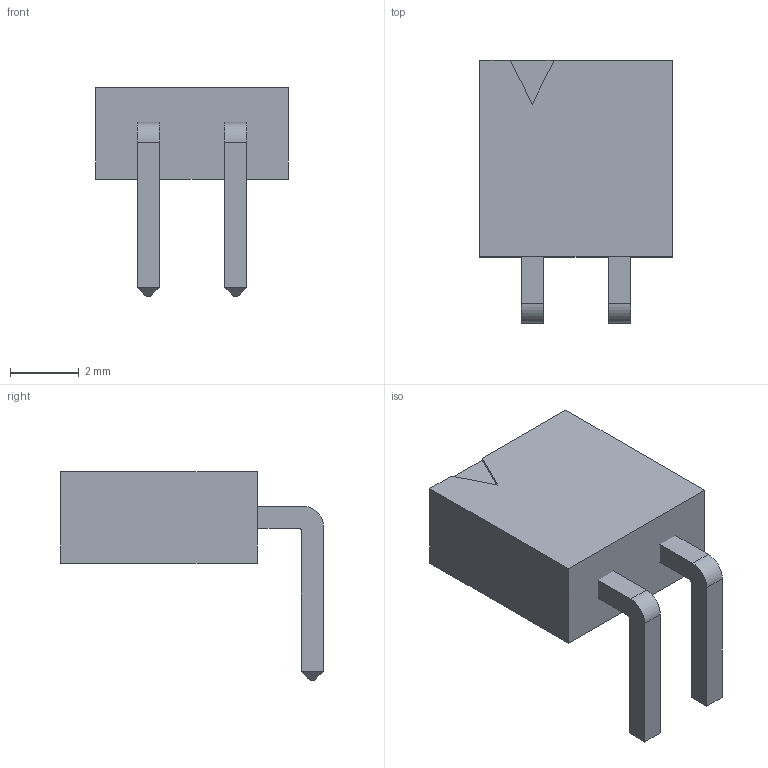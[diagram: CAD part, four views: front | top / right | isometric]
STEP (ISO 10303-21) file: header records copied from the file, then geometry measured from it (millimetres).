
FILE_DESCRIPTION(('FreeCAD Model'),'2;1');
FILE_NAME('871146.1.1.stp','2020-12-08T06:20:48',( 'Author'),(''),'Open CASCADE STEP processor 6.9','FreeCAD','Unknown' );
FILE_SCHEMA(('AUTOMOTIVE_DESIGN { 1 0 10303 214 1 1 1 1 }'));
Length unit declared in the file: millimetre
Products named in the file (3): ASSEMBLY; LeadsArray; Body
Assembly tree (2 placements, depth 2):
  ASSEMBLY
    LeadsArray
    Body
Bounding box: 5.58 x 7.62 x 6.05 mm (x, y, z)
Volume: 86 mm3; surface area: 184.5 mm2
Topology: 3 solids, 3 shells, 55 faces, 125 edges, 78 vertices
Faces by surface type: plane 51, cylinder 4
Entity records: 3209 total; most frequent: CARTESIAN_POINT 535, DIRECTION 495, LINE 359, VECTOR 359, ORIENTED_EDGE 250, PCURVE 250, DEFINITIONAL_REPRESENTATION 250, EDGE_CURVE 125
